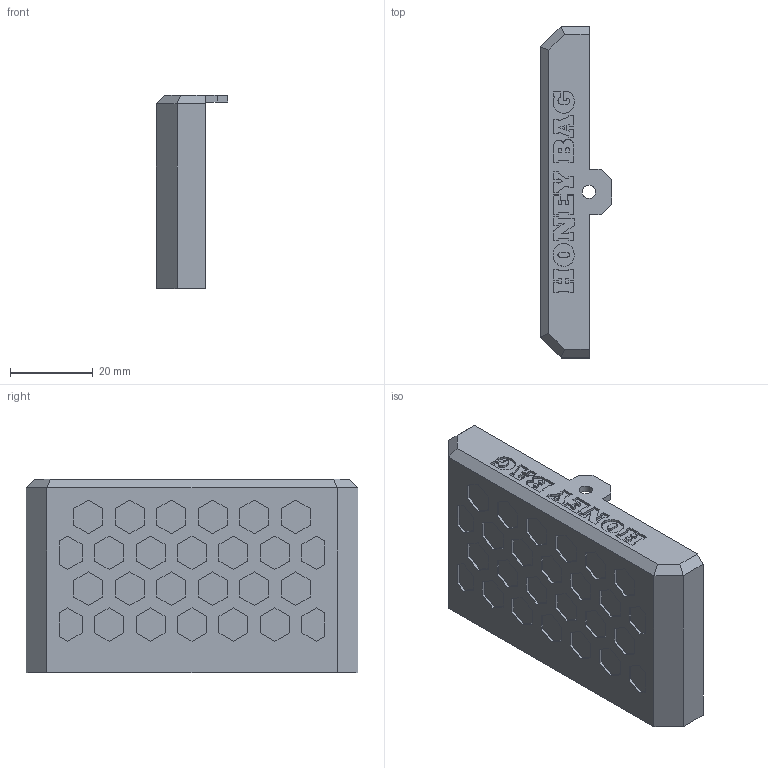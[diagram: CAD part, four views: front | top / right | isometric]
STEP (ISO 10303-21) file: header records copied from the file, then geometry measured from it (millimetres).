
FILE_DESCRIPTION(('STEP AP242'), '1');
FILE_NAME('Case_top', '', ('UNSPECIFIED'), ('UNSPECIFIED'), 'C3D Converter', 'C3D Toolkit', '');
FILE_SCHEMA(('AP242_MANAGED_MODEL_BASED_3D_ENGINEERING_MIM_LF { 1 0 10303 442 1 1 4 }'));
Length unit declared in the file: millimetre
Bounding box: 17.2 x 80 x 46.6 mm (x, y, z)
Volume: 10886.3 mm3; surface area: 11407.6 mm2
Topology: 1 solids, 1 shells, 426 faces, 1152 edges, 766 vertices
Faces by surface type: plane 370, extrusion 55, cylinder 1
Full cylindrical faces by diameter (mm): 3.2 x1
Entity records: 16642 total; most frequent: CARTESIAN_POINT 2674, ORIENTED_EDGE 2302, DIRECTION 1842, EDGE_CURVE 1151, VECTOR 1094, LINE 1039, VERTEX_POINT 766, EDGE_LOOP 467
